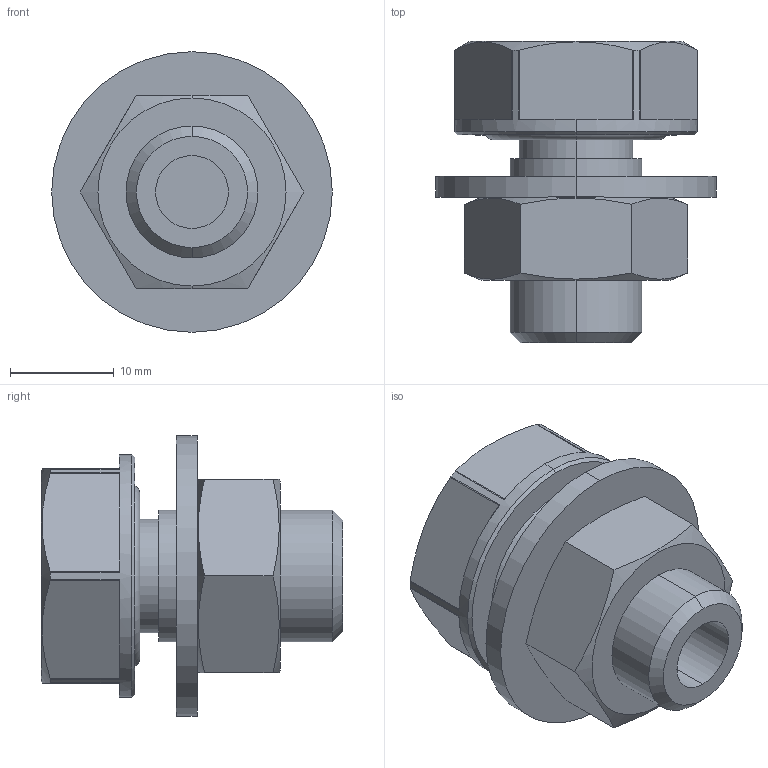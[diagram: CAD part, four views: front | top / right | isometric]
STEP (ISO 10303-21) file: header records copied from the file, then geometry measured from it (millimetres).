
FILE_DESCRIPTION (( 'STEP AP203' ), '1' );
FILE_NAME ('13020302-1220.STEP', '2023-10-04T05:11:54', ( '' ), ( '' ), 'SwSTEP 2.0', 'SolidWorks 2022', '' );
FILE_SCHEMA (( 'CONFIG_CONTROL_DESIGN' ));
Length unit declared in the file: millimetre
Products named in the file (1): 13020302-1220
Bounding box: 27 x 29 x 27 mm (x, y, z)
Volume: 7346.3 mm3; surface area: 5004.1 mm2
Topology: 3 solids, 3 shells, 75 faces, 188 edges, 124 vertices
Faces by surface type: plane 35, cylinder 26, cone 12, torus 2
Entity records: 2537 total; most frequent: CARTESIAN_POINT 672, ORIENTED_EDGE 376, DIRECTION 366, EDGE_CURVE 188, AXIS2_PLACEMENT_3D 146, VERTEX_POINT 124, EDGE_LOOP 84, ADVANCED_FACE 75
